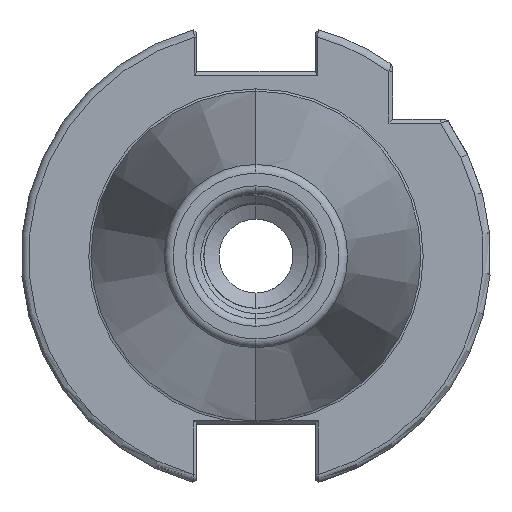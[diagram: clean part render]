
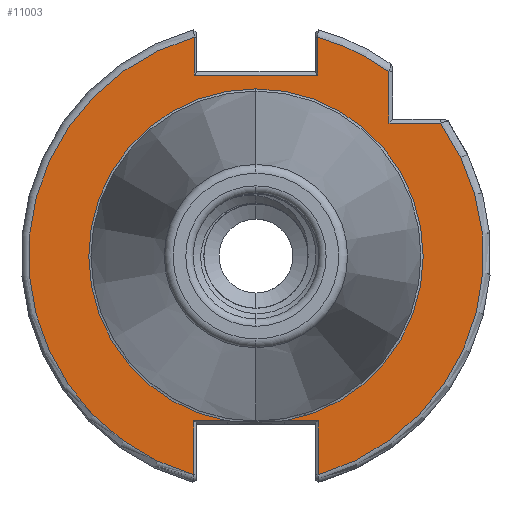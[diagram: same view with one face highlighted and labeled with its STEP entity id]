
A CAD part, left-side view. The second image highlights one B-rep face of the part: STEP entity #11003.
In plain terms, the highlighted planar face has unit normal (-1, 0, 0).
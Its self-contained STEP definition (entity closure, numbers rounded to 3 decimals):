
#10 = ORIENTED_EDGE ( 'NONE', *, *, #14429, .T. ) ;
#17 = ORIENTED_EDGE ( 'NONE', *, *, #14460, .T. ) ;
#27 = ORIENTED_EDGE ( 'NONE', *, *, #14467, .T. ) ;
#45 = ORIENTED_EDGE ( 'NONE', *, *, #14417, .T. ) ;
#80 = DIRECTION ( 'NONE',  ( 1., 0., 0. ) ) ;
#90 = DIRECTION ( 'NONE',  ( 0., 0., -1. ) ) ;
#96 = CARTESIAN_POINT ( 'NONE',  ( 0., 0., 0. ) ) ;
#825 = VERTEX_POINT ( 'NONE', #11836 ) ;
#834 = VERTEX_POINT ( 'NONE', #11904 ) ;
#842 = VERTEX_POINT ( 'NONE', #11999 ) ;
#850 = VERTEX_POINT ( 'NONE', #12007 ) ;
#855 = VERTEX_POINT ( 'NONE', #12037 ) ;
#857 = VERTEX_POINT ( 'NONE', #12011 ) ;
#891 = VERTEX_POINT ( 'NONE', #12055 ) ;
#892 = VERTEX_POINT ( 'NONE', #12063 ) ;
#901 = VERTEX_POINT ( 'NONE', #12035 ) ;
#917 = VERTEX_POINT ( 'NONE', #11202 ) ;
#927 = VERTEX_POINT ( 'NONE', #11184 ) ;
#937 = VERTEX_POINT ( 'NONE', #11188 ) ;
#1160 = VERTEX_POINT ( 'NONE', #11394 ) ;
#1164 = VERTEX_POINT ( 'NONE', #11402 ) ;
#1315 = AXIS2_PLACEMENT_3D ( 'NONE', #12326, #12337, #12322 ) ;
#1412 = AXIS2_PLACEMENT_3D ( 'NONE', #16456, #16464, #16435 ) ;
#1413 = AXIS2_PLACEMENT_3D ( 'NONE', #16561, #16526, #16549 ) ;
#1421 = AXIS2_PLACEMENT_3D ( 'NONE', #16467, #16436, #16450 ) ;
#1447 = AXIS2_PLACEMENT_3D ( 'NONE', #16710, #16711, #16712 ) ;
#1467 = AXIS2_PLACEMENT_3D ( 'NONE', #96, #80, #90 ) ;
#3282 = CARTESIAN_POINT ( 'NONE',  ( 0., 8.335, 29.704 ) ) ;
#3358 = DIRECTION ( 'NONE',  ( 0., 0., 1. ) ) ;
#4213 = EDGE_LOOP ( 'NONE', ( #6010, #6015, #45, #17, #6006, #6008, #6005, #10, #6013, #27, #6017, #6009, #6001, #6014 ) ) ;
#6001 = ORIENTED_EDGE ( 'NONE', *, *, #14458, .T. ) ;
#6005 = ORIENTED_EDGE ( 'NONE', *, *, #14430, .T. ) ;
#6006 = ORIENTED_EDGE ( 'NONE', *, *, #14423, .T. ) ;
#6008 = ORIENTED_EDGE ( 'NONE', *, *, #14493, .T. ) ;
#6009 = ORIENTED_EDGE ( 'NONE', *, *, #14406, .T. ) ;
#6010 = ORIENTED_EDGE ( 'NONE', *, *, #14454, .T. ) ;
#6013 = ORIENTED_EDGE ( 'NONE', *, *, #14453, .T. ) ;
#6014 = ORIENTED_EDGE ( 'NONE', *, *, #14411, .T. ) ;
#6015 = ORIENTED_EDGE ( 'NONE', *, *, #14449, .T. ) ;
#6017 = ORIENTED_EDGE ( 'NONE', *, *, #14611, .T. ) ;
#8487 = VECTOR ( 'NONE', #16674, 1000. ) ;
#8488 = LINE ( 'NONE', #16677, #8487 ) ;
#8489 = CIRCLE ( 'NONE', #1447, 22.627 ) ;
#8509 = VECTOR ( 'NONE', #3358, 1000. ) ;
#8511 = LINE ( 'NONE', #3282, #8509 ) ;
#8627 = CIRCLE ( 'NONE', #1467, 22.627 ) ;
#8893 = LINE ( 'NONE', #16409, #8910 ) ;
#8898 = CIRCLE ( 'NONE', #1413, 30.775 ) ;
#8899 = LINE ( 'NONE', #16643, #8902 ) ;
#8902 = VECTOR ( 'NONE', #16636, 1000. ) ;
#8910 = VECTOR ( 'NONE', #16426, 1000. ) ;
#8920 = CIRCLE ( 'NONE', #1412, 30.775 ) ;
#8921 = CIRCLE ( 'NONE', #1421, 30.775 ) ;
#8927 = VECTOR ( 'NONE', #16487, 1000. ) ;
#8928 = VECTOR ( 'NONE', #16495, 1000. ) ;
#8936 = LINE ( 'NONE', #16479, #8928 ) ;
#8937 = LINE ( 'NONE', #16484, #8927 ) ;
#8942 = LINE ( 'NONE', #16631, #8951 ) ;
#8943 = VECTOR ( 'NONE', #16627, 1000. ) ;
#8947 = LINE ( 'NONE', #16633, #8948 ) ;
#8948 = VECTOR ( 'NONE', #16635, 1000. ) ;
#8949 = LINE ( 'NONE', #16629, #8943 ) ;
#8951 = VECTOR ( 'NONE', #16645, 1000. ) ;
#11003 = ADVANCED_FACE ( 'NONE', ( #20267 ), #12317, .F. ) ;
#11184 = CARTESIAN_POINT ( 'NONE',  ( 0., -8.451, -29.592 ) ) ;
#11188 = CARTESIAN_POINT ( 'NONE',  ( 0., -8.335, 24.5 ) ) ;
#11202 = CARTESIAN_POINT ( 'NONE',  ( 0., 3.833, -22.3 ) ) ;
#11394 = CARTESIAN_POINT ( 'NONE',  ( 0., -3.833, -22.3 ) ) ;
#11402 = CARTESIAN_POINT ( 'NONE',  ( 0., 0., 22.627 ) ) ;
#11836 = CARTESIAN_POINT ( 'NONE',  ( 0., -24.962, 18. ) ) ;
#11904 = CARTESIAN_POINT ( 'NONE',  ( 0., 8.335, 24.5 ) ) ;
#11999 = CARTESIAN_POINT ( 'NONE',  ( 0., 8.335, 29.625 ) ) ;
#12007 = CARTESIAN_POINT ( 'NONE',  ( 0., -8.335, 29.625 ) ) ;
#12011 = CARTESIAN_POINT ( 'NONE',  ( 0., 8.451, -22.3 ) ) ;
#12035 = CARTESIAN_POINT ( 'NONE',  ( 0., -8.451, -22.3 ) ) ;
#12037 = CARTESIAN_POINT ( 'NONE',  ( 0., -18., 18. ) ) ;
#12055 = CARTESIAN_POINT ( 'NONE',  ( 0., 8.451, -29.592 ) ) ;
#12063 = CARTESIAN_POINT ( 'NONE',  ( 0., -18., 24.962 ) ) ;
#12317 = PLANE ( 'NONE',  #1315 ) ;
#12322 = DIRECTION ( 'NONE',  ( 0., 0., -1. ) ) ;
#12326 = CARTESIAN_POINT ( 'NONE',  ( 0., 22.692, 0. ) ) ;
#12337 = DIRECTION ( 'NONE',  ( 1., 0., 0. ) ) ;
#14406 = EDGE_CURVE ( 'NONE', #1160, #901, #8893, .T. ) ;
#14411 = EDGE_CURVE ( 'NONE', #927, #825, #8920, .T. ) ;
#14417 = EDGE_CURVE ( 'NONE', #892, #850, #8921, .T. ) ;
#14423 = EDGE_CURVE ( 'NONE', #937, #834, #8936, .T. ) ;
#14429 = EDGE_CURVE ( 'NONE', #891, #857, #8937, .T. ) ;
#14430 = EDGE_CURVE ( 'NONE', #842, #891, #8898, .T. ) ;
#14449 = EDGE_CURVE ( 'NONE', #855, #892, #8899, .T. ) ;
#14453 = EDGE_CURVE ( 'NONE', #857, #917, #8942, .T. ) ;
#14454 = EDGE_CURVE ( 'NONE', #825, #855, #8949, .T. ) ;
#14458 = EDGE_CURVE ( 'NONE', #901, #927, #8947, .T. ) ;
#14460 = EDGE_CURVE ( 'NONE', #850, #937, #8488, .T. ) ;
#14467 = EDGE_CURVE ( 'NONE', #917, #1164, #8489, .T. ) ;
#14493 = EDGE_CURVE ( 'NONE', #834, #842, #8511, .T. ) ;
#14611 = EDGE_CURVE ( 'NONE', #1164, #1160, #8627, .T. ) ;
#16409 = CARTESIAN_POINT ( 'NONE',  ( 0., 22.692, -22.3 ) ) ;
#16426 = DIRECTION ( 'NONE',  ( 0., -1., 0. ) ) ;
#16435 = DIRECTION ( 'NONE',  ( 0., 0., -1. ) ) ;
#16436 = DIRECTION ( 'NONE',  ( -1., 0., 0. ) ) ;
#16450 = DIRECTION ( 'NONE',  ( 0., 0., -1. ) ) ;
#16456 = CARTESIAN_POINT ( 'NONE',  ( 0., 0., 0. ) ) ;
#16464 = DIRECTION ( 'NONE',  ( -1., 0., 0. ) ) ;
#16467 = CARTESIAN_POINT ( 'NONE',  ( 0., 0., 0. ) ) ;
#16479 = CARTESIAN_POINT ( 'NONE',  ( 0., 8.05, 24.5 ) ) ;
#16484 = CARTESIAN_POINT ( 'NONE',  ( 0., 8.451, 0. ) ) ;
#16487 = DIRECTION ( 'NONE',  ( 0., 0., 1. ) ) ;
#16495 = DIRECTION ( 'NONE',  ( 0., 1., 0. ) ) ;
#16526 = DIRECTION ( 'NONE',  ( -1., 0., 0. ) ) ;
#16549 = DIRECTION ( 'NONE',  ( 0., 0., -1. ) ) ;
#16561 = CARTESIAN_POINT ( 'NONE',  ( 0., 0., 0. ) ) ;
#16627 = DIRECTION ( 'NONE',  ( 0., 1., 0. ) ) ;
#16629 = CARTESIAN_POINT ( 'NONE',  ( 0., -18.5, 18. ) ) ;
#16631 = CARTESIAN_POINT ( 'NONE',  ( 0., 22.692, -22.3 ) ) ;
#16633 = CARTESIAN_POINT ( 'NONE',  ( 0., -8.451, 0. ) ) ;
#16635 = DIRECTION ( 'NONE',  ( 0., 0., -1. ) ) ;
#16636 = DIRECTION ( 'NONE',  ( 0., 0., 1. ) ) ;
#16643 = CARTESIAN_POINT ( 'NONE',  ( 0., -18., 24.594 ) ) ;
#16645 = DIRECTION ( 'NONE',  ( 0., -1., 0. ) ) ;
#16674 = DIRECTION ( 'NONE',  ( 0., 0., -1. ) ) ;
#16677 = CARTESIAN_POINT ( 'NONE',  ( 0., -8.335, 25. ) ) ;
#16710 = CARTESIAN_POINT ( 'NONE',  ( 0., 0., 0. ) ) ;
#16711 = DIRECTION ( 'NONE',  ( 1., 0., 0. ) ) ;
#16712 = DIRECTION ( 'NONE',  ( 0., 0., -1. ) ) ;
#20267 = FACE_OUTER_BOUND ( 'NONE', #4213, .T. ) ;
